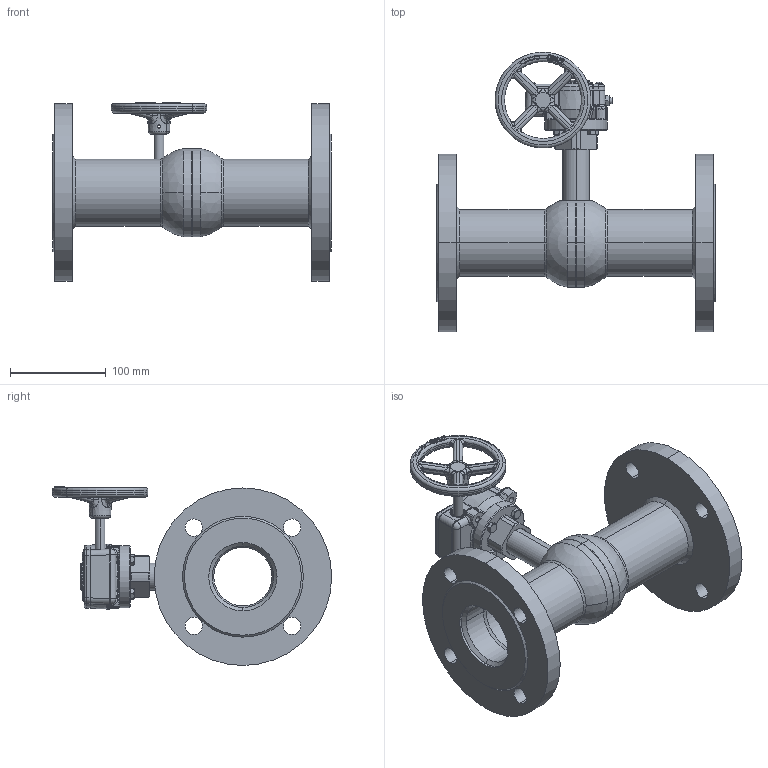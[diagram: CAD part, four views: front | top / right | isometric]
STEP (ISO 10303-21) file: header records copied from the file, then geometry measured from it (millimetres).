
FILE_DESCRIPTION (( 'STEP AP214' ), '1' );
FILE_NAME ('8500416065 480.step', '2025-05-29T08:11:07', ( '' ), ( '' ), 'SwSTEP 2.0', 'SolidWorks 2023', '' );
FILE_SCHEMA (( 'AUTOMOTIVE_DESIGN' ));
Length unit declared in the file: millimetre
Products named in the file (1): 8500416065 480
Bounding box: 290 x 291.13 x 186.5 mm (x, y, z)
Surface area: 288273.9 mm2 (no closed solid volume)
Topology: 0 solids, 23 shells, 900 faces, 2565 edges, 1634 vertices
Faces by surface type: plane 283, bspline 208, cylinder 184, cone 144, torus 55, sphere 26
Entity records: 44384 total; most frequent: CARTESIAN_POINT 23157, ORIENTED_EDGE 4554, DIRECTION 4013, EDGE_CURVE 2565, VERTEX_POINT 1634, AXIS2_PLACEMENT_3D 1563, EDGE_LOOP 981, ADVANCED_FACE 900
